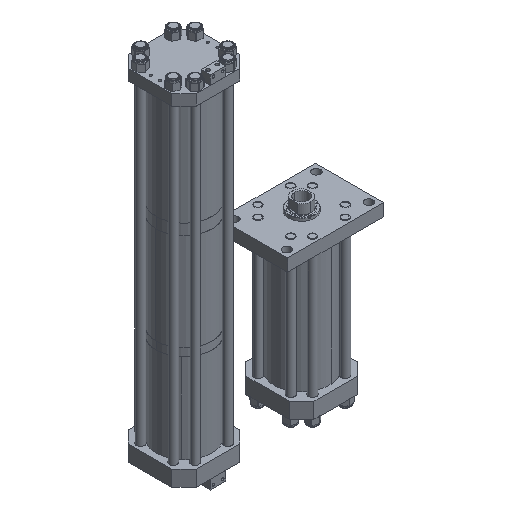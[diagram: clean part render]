
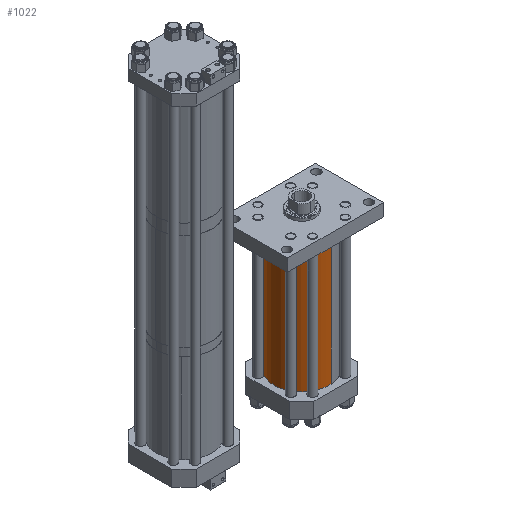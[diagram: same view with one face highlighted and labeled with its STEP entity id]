
A CAD part, isometric view. The second image highlights one B-rep face of the part: STEP entity #1022.
In plain terms, the highlighted cylindrical face has radius 114.3 mm (diameter 228.6 mm), a partial arc.
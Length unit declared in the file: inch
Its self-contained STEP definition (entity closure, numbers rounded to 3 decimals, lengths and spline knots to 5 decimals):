
#81 = ORIENTED_EDGE ( 'NONE', *, *, #10875, .F. ) ;
#410 = CARTESIAN_POINT ( 'NONE',  ( 0., 0., 0. ) ) ;
#1022 = ADVANCED_FACE ( 'NONE', ( #9323 ), #13455, .T. ) ;
#1181 = CARTESIAN_POINT ( 'NONE',  ( -4.5, 0., 20.188 ) ) ;
#1851 = VECTOR ( 'NONE', #11882, 39.37008 ) ;
#2512 = DIRECTION ( 'NONE',  ( 0., 0., -1. ) ) ;
#2572 = AXIS2_PLACEMENT_3D ( 'NONE', #10812, #2512, #14944 ) ;
#3431 = CARTESIAN_POINT ( 'NONE',  ( 4.5, 0., 0. ) ) ;
#3548 = EDGE_CURVE ( 'NONE', #5478, #17076, #17275, .T. ) ;
#3595 = LINE ( 'NONE', #7429, #1851 ) ;
#3923 = ORIENTED_EDGE ( 'NONE', *, *, #15018, .T. ) ;
#4027 = AXIS2_PLACEMENT_3D ( 'NONE', #16881, #14190, #8454 ) ;
#4112 = CARTESIAN_POINT ( 'NONE',  ( 4.5, 0., 20.188 ) ) ;
#4801 = VERTEX_POINT ( 'NONE', #13492 ) ;
#5478 = VERTEX_POINT ( 'NONE', #14907 ) ;
#6057 = DIRECTION ( 'NONE',  ( 0., 0., 1. ) ) ;
#6694 = EDGE_CURVE ( 'NONE', #10496, #4801, #3595, .T. ) ;
#7429 = CARTESIAN_POINT ( 'NONE',  ( -4.5, 0., 20.188 ) ) ;
#8454 = DIRECTION ( 'NONE',  ( 1., 0., 0. ) ) ;
#9002 = ORIENTED_EDGE ( 'NONE', *, *, #3548, .F. ) ;
#9027 = EDGE_LOOP ( 'NONE', ( #9002, #81, #16813, #3923 ) ) ;
#9323 = FACE_OUTER_BOUND ( 'NONE', #9027, .T. ) ;
#10476 = AXIS2_PLACEMENT_3D ( 'NONE', #410, #6057, #16957 ) ;
#10496 = VERTEX_POINT ( 'NONE', #1181 ) ;
#10812 = CARTESIAN_POINT ( 'NONE',  ( 0., 0., 20.188 ) ) ;
#10875 = EDGE_CURVE ( 'NONE', #10496, #5478, #13390, .T. ) ;
#11882 = DIRECTION ( 'NONE',  ( 0., 0., -1. ) ) ;
#12906 = CIRCLE ( 'NONE', #10476, 4.5 ) ;
#13154 = VECTOR ( 'NONE', #15225, 39.37008 ) ;
#13390 = CIRCLE ( 'NONE', #4027, 4.5 ) ;
#13455 = CYLINDRICAL_SURFACE ( 'NONE', #2572, 4.5 ) ;
#13492 = CARTESIAN_POINT ( 'NONE',  ( -4.5, 0., 0. ) ) ;
#14190 = DIRECTION ( 'NONE',  ( 0., 0., 1. ) ) ;
#14907 = CARTESIAN_POINT ( 'NONE',  ( 4.5, 0., 20.188 ) ) ;
#14944 = DIRECTION ( 'NONE',  ( -1., 0., 0. ) ) ;
#15018 = EDGE_CURVE ( 'NONE', #4801, #17076, #12906, .T. ) ;
#15225 = DIRECTION ( 'NONE',  ( 0., 0., -1. ) ) ;
#16813 = ORIENTED_EDGE ( 'NONE', *, *, #6694, .T. ) ;
#16881 = CARTESIAN_POINT ( 'NONE',  ( 0., 0., 20.188 ) ) ;
#16957 = DIRECTION ( 'NONE',  ( 1., 0., 0. ) ) ;
#17076 = VERTEX_POINT ( 'NONE', #3431 ) ;
#17275 = LINE ( 'NONE', #4112, #13154 ) ;
